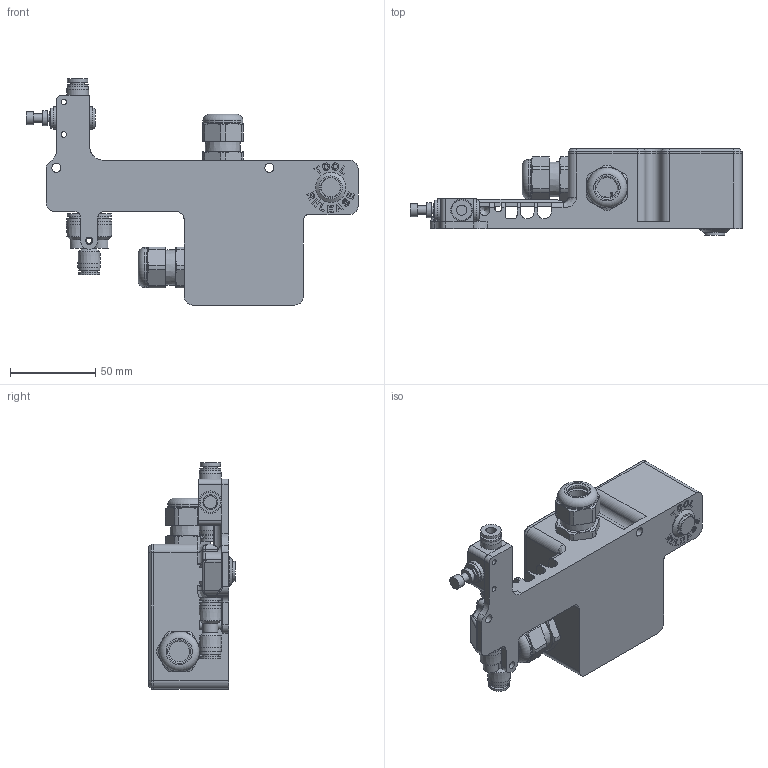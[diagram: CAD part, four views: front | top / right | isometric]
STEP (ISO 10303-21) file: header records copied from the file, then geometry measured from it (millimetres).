
FILE_DESCRIPTION(/* description */ (''),/* implementation_level */ '2;1');
FILE_NAME(/* name */ 'Tool Realease Button Enclosure.step',/* time_stamp */ '2024-09-28T10:44:03-05:00',/* author */ (''),/* organization */ (''),/* preprocessor_version */ 'ST-DEVELOPER v20',/* originating_system */ 'Autodesk Translation Framework v13.20.0.188',/* authorisation */ '');
FILE_SCHEMA (('AUTOMOTIVE_DESIGN { 1 0 10303 214 3 1 1 }'));
Length unit declared in the file: inch
Products named in the file (9): Shapeoko 5 Z Axis; Button Enclosure; Cable Cover; 7527K44_300V AC 300V DC Terminal Block; 69915K13_NO THREADS_Plastic Submersible Cord Grip; 6mm Flow Control; Tool Release Button; Enclosure Lid; 6mm Y Splitter
Assembly tree (9 placements, depth 3):
  Shapeoko 5 Z Axis
    Button Enclosure
      Cable Cover
      7527K44_300V AC 300V DC Terminal Block
      69915K13_NO THREADS_Plastic Submersible Cord Grip  x2
      6mm Flow Control
      Tool Release Button
      Enclosure Lid
      6mm Y Splitter
Bounding box: 194.81 x 51 x 132.61 mm (x, y, z)
Volume: 160277.4 mm3; surface area: 111214.5 mm2
Topology: 33 solids, 33 shells, 1362 faces, 3387 edges, 2189 vertices
Faces by surface type: plane 690, cylinder 390, bspline 128, cone 93, torus 44, sphere 17
Full cylindrical faces by diameter (mm): 1.295 x10, 2.601 x4, 3.25 x15, 3.5 x2, 3.505 x16, 4 x4, 4.2 x8, 4.206 x8, 4.25 x1, 4.318 x12, 4.394 x2, 5 x2, 5.15 x1, 5.25 x2, 6 x5, 6.66 x8, 7.6 x1, 7.95 x2, 8 x1, 8.7 x1, 8.91 x1, 9.4 x3, 11.75 x1, 11.9 x1, 11.95 x2, 12 x7, 12.18 x2, 12.4 x3, 12.5 x3, 12.87 x2
Entity records: 43529 total; most frequent: CARTESIAN_POINT 12841, ORIENTED_EDGE 6344, DIRECTION 6185, EDGE_CURVE 3172, AXIS2_PLACEMENT_3D 2211, VERTEX_POINT 2060, LINE 1763, VECTOR 1763
